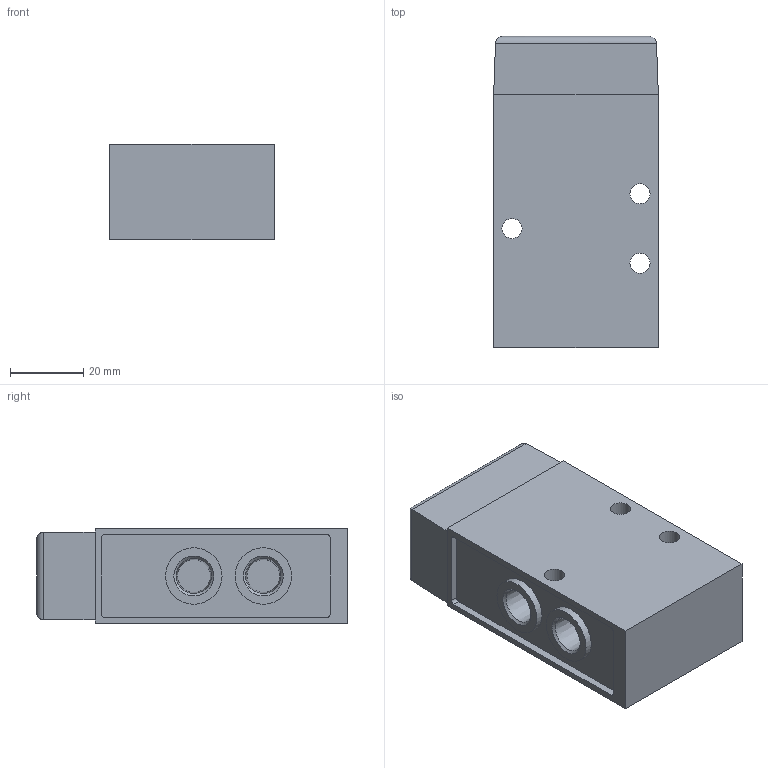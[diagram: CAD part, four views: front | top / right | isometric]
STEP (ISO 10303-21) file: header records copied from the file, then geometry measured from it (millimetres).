
FILE_DESCRIPTION(/* description */ ('STEP AP214'),/* implementation_level */ '2;1');
FILE_NAME(/* name */ '10843_VL-5-1_8-NPT',/* time_stamp */ '2024-09-16T15:36:16+02:00',/* author */ ('License CC BY-ND 4.0'),/* organization */ ('CADENAS'),/* preprocessor_version */ 'ST-DEVELOPER v19.3',/* originating_system */ 'PARTsolutions',/* authorisation */ ' ');
FILE_SCHEMA (('AUTOMOTIVE_DESIGN {1 0 10303 214 3 1 1}'));
Length unit declared in the file: millimetre
Products named in the file (1): 10843 VL-5-1/8-NPT
Bounding box: 45 x 85 x 26 mm (x, y, z)
Volume: 87747.9 mm3; surface area: 18237.2 mm2
Topology: 1 solids, 1 shells, 65 faces, 142 edges, 92 vertices
Faces by surface type: plane 33, cylinder 20, cone 12
Full cylindrical faces by diameter (mm): 5.5 x3, 15.431 x5
Entity records: 1714 total; most frequent: DIRECTION 310, CARTESIAN_POINT 276, ORIENTED_EDGE 240, AXIS2_PLACEMENT_3D 124, EDGE_CURVE 120, EDGE_LOOP 104, FACE_BOUND 104, VERTEX_POINT 90
